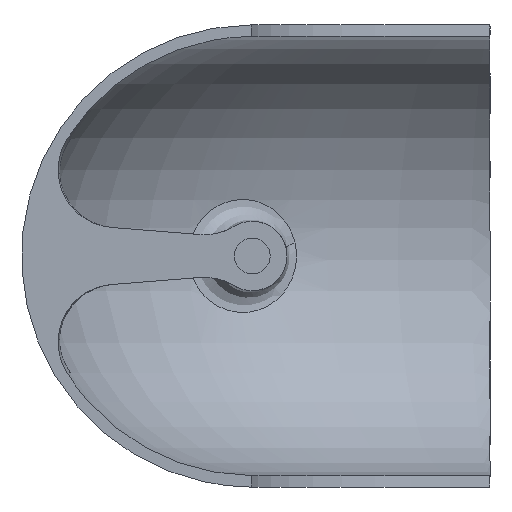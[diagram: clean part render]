
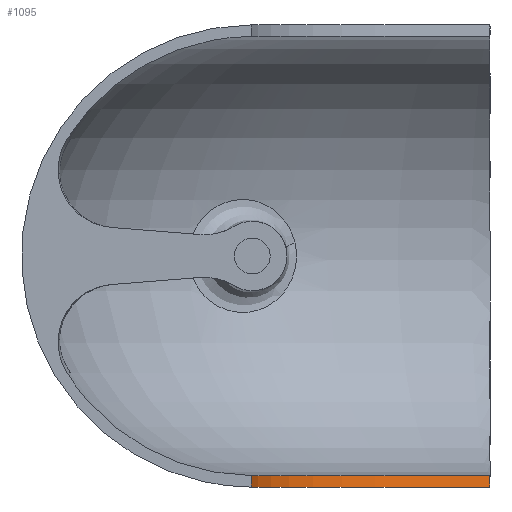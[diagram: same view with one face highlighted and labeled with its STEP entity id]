
A CAD part, front view. The second image highlights one B-rep face of the part: STEP entity #1095.
In plain terms, the highlighted cylindrical face has radius 45.324 mm (diameter 90.649 mm), a partial arc.
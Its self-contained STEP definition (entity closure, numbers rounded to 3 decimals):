
#48 = LINE ( 'NONE', #1674, #371 ) ;
#74 = CARTESIAN_POINT ( 'NONE',  ( 45., 10., -39.999 ) ) ;
#91 = DIRECTION ( 'NONE',  ( 0., 0., 1. ) ) ;
#163 = ORIENTED_EDGE ( 'NONE', *, *, #729, .T. ) ;
#192 = DIRECTION ( 'NONE',  ( 1., 0., 0. ) ) ;
#263 = DIRECTION ( 'NONE',  ( 1., 0., 0. ) ) ;
#337 = VERTEX_POINT ( 'NONE', #1521 ) ;
#371 = VECTOR ( 'NONE', #1397, 1000. ) ;
#399 = CYLINDRICAL_SURFACE ( 'NONE', #1425, 45.324 ) ;
#452 = CARTESIAN_POINT ( 'NONE',  ( 45., 10., -37.999 ) ) ;
#455 = CIRCLE ( 'NONE', #992, 45.324 ) ;
#537 = ORIENTED_EDGE ( 'NONE', *, *, #1184, .T. ) ;
#610 = DIRECTION ( 'NONE',  ( 1., 0., 0. ) ) ;
#644 = CARTESIAN_POINT ( 'NONE',  ( -0.16, 13.856, -39.999 ) ) ;
#655 = VERTEX_POINT ( 'NONE', #868 ) ;
#686 = EDGE_CURVE ( 'NONE', #793, #655, #1272, .T. ) ;
#709 = EDGE_CURVE ( 'NONE', #793, #337, #48, .T. ) ;
#729 = EDGE_CURVE ( 'NONE', #1383, #337, #455, .T. ) ;
#731 = DIRECTION ( 'NONE',  ( 0., 0., 1. ) ) ;
#757 = CARTESIAN_POINT ( 'NONE',  ( 41.143, 55.16, -40. ) ) ;
#793 = VERTEX_POINT ( 'NONE', #644 ) ;
#868 = CARTESIAN_POINT ( 'NONE',  ( 41.143, 55.16, -39.999 ) ) ;
#936 = CARTESIAN_POINT ( 'NONE',  ( 45., 10., -40. ) ) ;
#944 = VECTOR ( 'NONE', #91, 1000. ) ;
#992 = AXIS2_PLACEMENT_3D ( 'NONE', #452, #731, #610 ) ;
#1009 = ORIENTED_EDGE ( 'NONE', *, *, #709, .F. ) ;
#1033 = LINE ( 'NONE', #757, #944 ) ;
#1055 = CARTESIAN_POINT ( 'NONE',  ( 41.143, 55.16, -37.999 ) ) ;
#1085 = FACE_OUTER_BOUND ( 'NONE', #1317, .T. ) ;
#1095 = ADVANCED_FACE ( 'NONE', ( #1085 ), #399, .F. ) ;
#1120 = DIRECTION ( 'NONE',  ( 0., 0., -1. ) ) ;
#1184 = EDGE_CURVE ( 'NONE', #655, #1383, #1033, .T. ) ;
#1272 = CIRCLE ( 'NONE', #1505, 45.324 ) ;
#1317 = EDGE_LOOP ( 'NONE', ( #1374, #537, #163, #1009 ) ) ;
#1374 = ORIENTED_EDGE ( 'NONE', *, *, #686, .T. ) ;
#1383 = VERTEX_POINT ( 'NONE', #1055 ) ;
#1397 = DIRECTION ( 'NONE',  ( 0., 0., 1. ) ) ;
#1425 = AXIS2_PLACEMENT_3D ( 'NONE', #936, #1476, #263 ) ;
#1476 = DIRECTION ( 'NONE',  ( 0., 0., 1. ) ) ;
#1505 = AXIS2_PLACEMENT_3D ( 'NONE', #74, #1120, #192 ) ;
#1521 = CARTESIAN_POINT ( 'NONE',  ( -0.16, 13.856, -37.999 ) ) ;
#1674 = CARTESIAN_POINT ( 'NONE',  ( -0.16, 13.856, -40. ) ) ;
